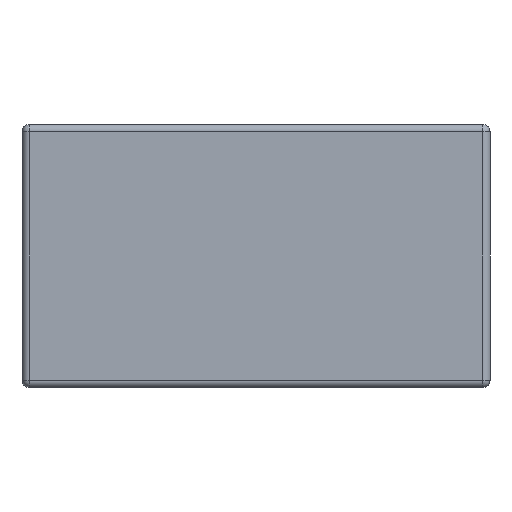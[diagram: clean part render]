
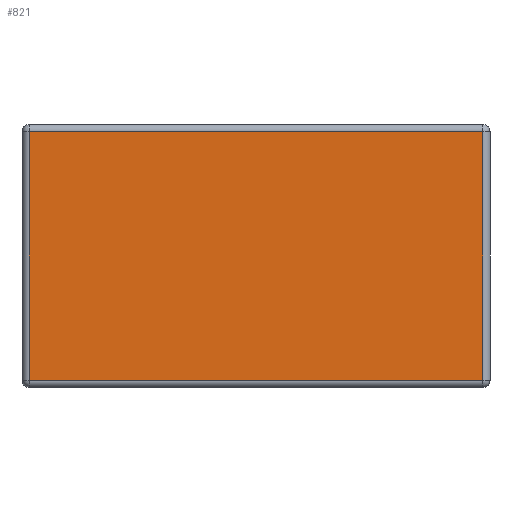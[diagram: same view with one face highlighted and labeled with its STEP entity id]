
A CAD part, left-side view. The second image highlights one B-rep face of the part: STEP entity #821.
In plain terms, the highlighted planar face has unit normal (-1, 0, 0).
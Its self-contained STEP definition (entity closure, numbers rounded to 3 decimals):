
#11 = EDGE_LOOP ( 'NONE', ( #2184, #3005, #364, #2151 ) ) ;
#13 = DIRECTION ( 'NONE',  ( 0., -1., 0. ) ) ;
#127 = FACE_OUTER_BOUND ( 'NONE', #11, .T. ) ;
#364 = ORIENTED_EDGE ( 'NONE', *, *, #1418, .T. ) ;
#821 = ADVANCED_FACE ( 'NONE', ( #127 ), #2743, .T. ) ;
#866 = CARTESIAN_POINT ( 'NONE',  ( -2.25, 0., 1.75 ) ) ;
#1038 = CARTESIAN_POINT ( 'NONE',  ( -2.25, -1.6, 0.05 ) ) ;
#1086 = DIRECTION ( 'NONE',  ( 0., 0., 1. ) ) ;
#1277 = CARTESIAN_POINT ( 'NONE',  ( -2.25, -1.55, 1.75 ) ) ;
#1279 = VERTEX_POINT ( 'NONE', #2454 ) ;
#1357 = DIRECTION ( 'NONE',  ( 0., 1., 0. ) ) ;
#1406 = VERTEX_POINT ( 'NONE', #1277 ) ;
#1418 = EDGE_CURVE ( 'NONE', #1539, #1279, #2064, .T. ) ;
#1539 = VERTEX_POINT ( 'NONE', #3180 ) ;
#1659 = EDGE_CURVE ( 'NONE', #3144, #1539, #2022, .T. ) ;
#1778 = CARTESIAN_POINT ( 'NONE',  ( -2.25, 0., 1.8 ) ) ;
#2004 = DIRECTION ( 'NONE',  ( 0., 0., 1. ) ) ;
#2022 = LINE ( 'NONE', #2213, #2031 ) ;
#2031 = VECTOR ( 'NONE', #2995, 1000. ) ;
#2064 = LINE ( 'NONE', #1038, #2134 ) ;
#2065 = CARTESIAN_POINT ( 'NONE',  ( -2.25, -1.55, 1.8 ) ) ;
#2090 = VECTOR ( 'NONE', #1086, 1000. ) ;
#2134 = VECTOR ( 'NONE', #13, 1000. ) ;
#2151 = ORIENTED_EDGE ( 'NONE', *, *, #3123, .T. ) ;
#2184 = ORIENTED_EDGE ( 'NONE', *, *, #3314, .T. ) ;
#2213 = CARTESIAN_POINT ( 'NONE',  ( -2.25, 1.55, 0. ) ) ;
#2370 = CARTESIAN_POINT ( 'NONE',  ( -2.25, 1.55, 1.75 ) ) ;
#2450 = LINE ( 'NONE', #866, #2631 ) ;
#2454 = CARTESIAN_POINT ( 'NONE',  ( -2.25, -1.55, 0.05 ) ) ;
#2576 = DIRECTION ( 'NONE',  ( -1., 0., 0. ) ) ;
#2631 = VECTOR ( 'NONE', #1357, 1000. ) ;
#2743 = PLANE ( 'NONE',  #3302 ) ;
#2995 = DIRECTION ( 'NONE',  ( 0., 0., -1. ) ) ;
#3005 = ORIENTED_EDGE ( 'NONE', *, *, #1659, .T. ) ;
#3111 = LINE ( 'NONE', #2065, #2090 ) ;
#3123 = EDGE_CURVE ( 'NONE', #1279, #1406, #3111, .T. ) ;
#3144 = VERTEX_POINT ( 'NONE', #2370 ) ;
#3180 = CARTESIAN_POINT ( 'NONE',  ( -2.25, 1.55, 0.05 ) ) ;
#3302 = AXIS2_PLACEMENT_3D ( 'NONE', #1778, #2576, #2004 ) ;
#3314 = EDGE_CURVE ( 'NONE', #1406, #3144, #2450, .T. ) ;
